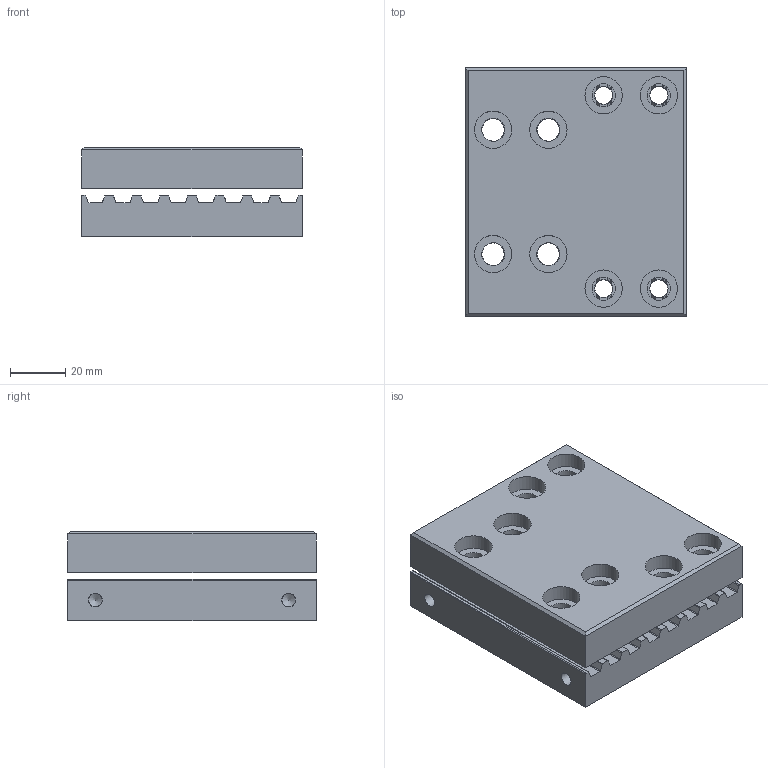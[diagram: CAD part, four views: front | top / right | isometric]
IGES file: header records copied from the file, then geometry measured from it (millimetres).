
Global section: file name: 801902.stp.ipt; native system: Autodesk Inventor 2014; preprocessor: unknown; author: zeman; date: 20151016.102103; units: millimetre
Bounding box: 80 x 90 x 32.5 mm (x, y, z)
Volume: 183340.1 mm3; surface area: 46764.8 mm2
Topology: 2 solids, 2 shells, 180 faces, 540 edges, 364 vertices
Faces by surface type: plane 84, revolution 60, cylinder 34, bspline 2
